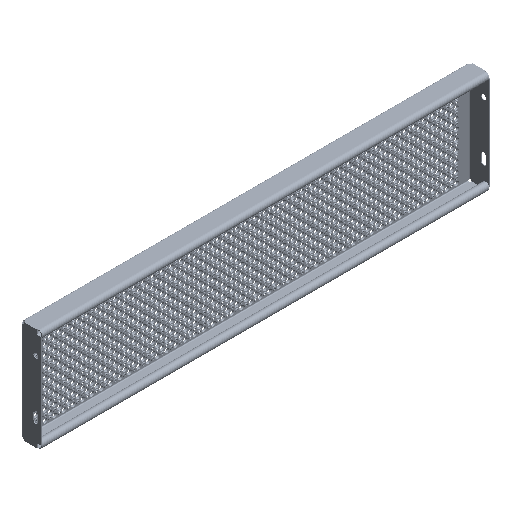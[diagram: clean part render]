
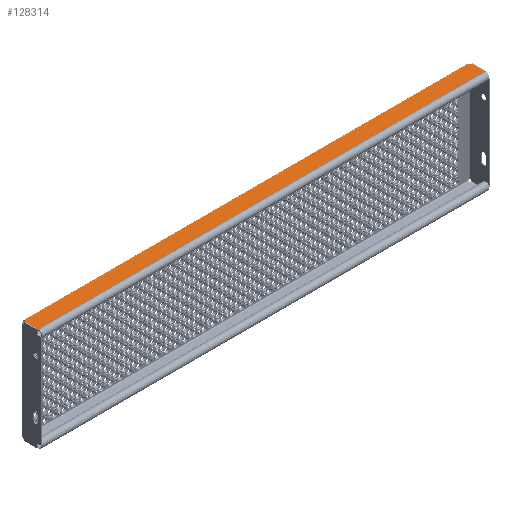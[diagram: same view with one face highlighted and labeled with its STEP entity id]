
A CAD part, isometric view. The second image highlights one B-rep face of the part: STEP entity #128314.
In plain terms, the highlighted planar face has unit normal (0, 0, 1).
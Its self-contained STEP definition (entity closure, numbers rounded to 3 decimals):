
#75975 = AXIS2_PLACEMENT_3D ( 'NONE', #82456, #82458, #82460 ) ;
#82454 = PLANE ( 'NONE',  #75975 ) ;
#82456 = CARTESIAN_POINT ( 'NONE',  ( -599., 270.712, 137.5 ) ) ;
#82458 = DIRECTION ( 'NONE',  ( 0., 0., 1. ) ) ;
#82460 = DIRECTION ( 'NONE',  ( 0., -1., 0. ) ) ;
#88301 = FACE_OUTER_BOUND ( 'NONE', #392103, .T. ) ;
#117289 = CARTESIAN_POINT ( 'NONE',  ( -597.99, -44.498, 137.5 ) ) ;
#117292 = CARTESIAN_POINT ( 'NONE',  ( -597.99, -7.185, 137.5 ) ) ;
#117297 = CARTESIAN_POINT ( 'NONE',  ( -594.302, -4., 137.5 ) ) ;
#117300 = CARTESIAN_POINT ( 'NONE',  ( 594.302, -4., 137.5 ) ) ;
#117308 = CARTESIAN_POINT ( 'NONE',  ( 597.99, -44.498, 137.5 ) ) ;
#117313 = CARTESIAN_POINT ( 'NONE',  ( 597.99, -7.185, 137.5 ) ) ;
#128314 = ADVANCED_FACE ( 'NONE', ( #88301 ), #82454, .T. ) ;
#140178 = VERTEX_POINT ( 'NONE', #117289 ) ;
#140180 = VERTEX_POINT ( 'NONE', #117292 ) ;
#140182 = VERTEX_POINT ( 'NONE', #117297 ) ;
#140183 = VERTEX_POINT ( 'NONE', #117300 ) ;
#140186 = VERTEX_POINT ( 'NONE', #117308 ) ;
#140188 = VERTEX_POINT ( 'NONE', #117313 ) ;
#142649 = LINE ( 'NONE', #170860, #160376 ) ;
#142652 = LINE ( 'NONE', #171038, #160379 ) ;
#142656 = LINE ( 'NONE', #171056, #160383 ) ;
#142658 = LINE ( 'NONE', #171085, #160392 ) ;
#160376 = VECTOR ( 'NONE', #170862, 1000. ) ;
#160379 = VECTOR ( 'NONE', #171040, 1000. ) ;
#160383 = VECTOR ( 'NONE', #171058, 1000. ) ;
#160387 = CIRCLE ( 'NONE', #160393, 5. ) ;
#160389 = CIRCLE ( 'NONE', #160390, 5. ) ;
#160390 = AXIS2_PLACEMENT_3D ( 'NONE', #171078, #171080, #171082 ) ;
#160392 = VECTOR ( 'NONE', #171087, 1000. ) ;
#160393 = AXIS2_PLACEMENT_3D ( 'NONE', #171089, #171091, #171093 ) ;
#160704 = EDGE_CURVE ( 'NONE', #140180, #140178, #142649, .T. ) ;
#160717 = EDGE_CURVE ( 'NONE', #140182, #140183, #142652, .T. ) ;
#160721 = EDGE_CURVE ( 'NONE', #140186, #140188, #142656, .T. ) ;
#160725 = EDGE_CURVE ( 'NONE', #140188, #140183, #160389, .T. ) ;
#160726 = EDGE_CURVE ( 'NONE', #140178, #140186, #142658, .T. ) ;
#160727 = EDGE_CURVE ( 'NONE', #140182, #140180, #160387, .T. ) ;
#163878 = ORIENTED_EDGE ( 'NONE', *, *, #160725, .T. ) ;
#163882 = ORIENTED_EDGE ( 'NONE', *, *, #160726, .T. ) ;
#163884 = ORIENTED_EDGE ( 'NONE', *, *, #160717, .F. ) ;
#163885 = ORIENTED_EDGE ( 'NONE', *, *, #160721, .T. ) ;
#163888 = ORIENTED_EDGE ( 'NONE', *, *, #160727, .T. ) ;
#163892 = ORIENTED_EDGE ( 'NONE', *, *, #160704, .T. ) ;
#170860 = CARTESIAN_POINT ( 'NONE',  ( -597.99, -7.185, 137.5 ) ) ;
#170862 = DIRECTION ( 'NONE',  ( 0., -1., 0. ) ) ;
#171038 = CARTESIAN_POINT ( 'NONE',  ( -599., -4., 137.5 ) ) ;
#171040 = DIRECTION ( 'NONE',  ( 1., 0., 0. ) ) ;
#171056 = CARTESIAN_POINT ( 'NONE',  ( 597.99, -7.185, 137.5 ) ) ;
#171058 = DIRECTION ( 'NONE',  ( 0., 1., 0. ) ) ;
#171078 = CARTESIAN_POINT ( 'NONE',  ( 599., -2.288, 137.5 ) ) ;
#171080 = DIRECTION ( 'NONE',  ( 0., 0., -1. ) ) ;
#171082 = DIRECTION ( 'NONE',  ( 0., -1., 0. ) ) ;
#171085 = CARTESIAN_POINT ( 'NONE',  ( -597.99, -44.498, 137.5 ) ) ;
#171087 = DIRECTION ( 'NONE',  ( 1., 0., 0. ) ) ;
#171089 = CARTESIAN_POINT ( 'NONE',  ( -599., -2.288, 137.5 ) ) ;
#171091 = DIRECTION ( 'NONE',  ( 0., 0., -1. ) ) ;
#171093 = DIRECTION ( 'NONE',  ( 0., -1., 0. ) ) ;
#392103 = EDGE_LOOP ( 'NONE', ( #163882, #163885, #163878, #163884, #163888, #163892 ) ) ;
